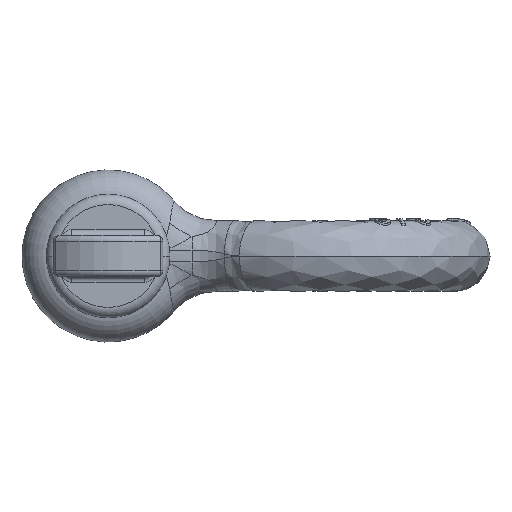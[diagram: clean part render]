
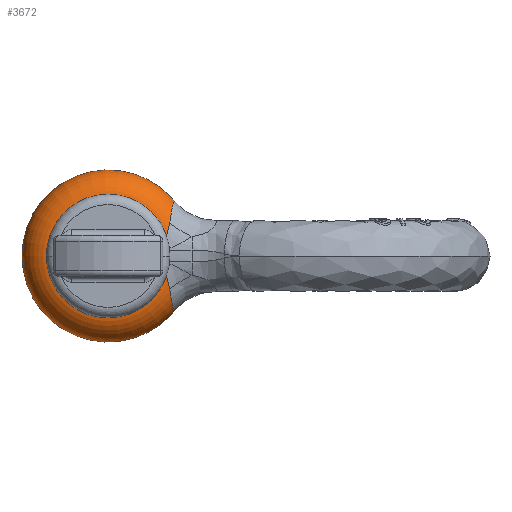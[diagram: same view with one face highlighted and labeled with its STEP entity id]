
A CAD part, left-side view. The second image highlights one B-rep face of the part: STEP entity #3672.
In plain terms, the highlighted toroidal (fillet/blend) face has major radius 7.42 mm and minor radius 4.264 mm.
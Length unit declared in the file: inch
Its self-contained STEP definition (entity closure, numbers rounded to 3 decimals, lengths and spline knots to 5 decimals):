
#397=CARTESIAN_POINT('',(-0.64704,-0.32901,
0.176));
#398=CARTESIAN_POINT('',(-0.64474,-0.33042,
0.18221));
#399=CARTESIAN_POINT('',(-0.63973,-0.33238,
0.19569));
#400=CARTESIAN_POINT('',(-0.62948,-0.33524,
0.21771));
#401=CARTESIAN_POINT('',(-0.61416,-0.33901,
0.24118));
#402=CARTESIAN_POINT('',(-0.59587,-0.34309,
0.26026));
#403=CARTESIAN_POINT('',(-0.57573,-0.34701,
0.27472));
#404=CARTESIAN_POINT('',(-0.55365,-0.35057,
0.28502));
#405=CARTESIAN_POINT('',(-0.5298,-0.35352,0.29113));
#406=CARTESIAN_POINT('',(-0.50448,-0.35547,
0.2929));
#407=CARTESIAN_POINT('',(-0.47859,-0.35607,
0.29013));
#408=CARTESIAN_POINT('',(-0.45306,-0.3552,
0.2828));
#409=CARTESIAN_POINT('',(-0.42831,-0.35279,
0.27078));
#410=CARTESIAN_POINT('',(-0.4051,-0.34879,
0.25409));
#411=CARTESIAN_POINT('',(-0.38402,-0.34319,
0.23263));
#412=CARTESIAN_POINT('',(-0.36603,-0.3363,
0.20642));
#413=CARTESIAN_POINT('',(-0.35686,-0.33142,
0.1865));
#414=CARTESIAN_POINT('',(-0.35296,-0.32901,
0.176));
#435=CARTESIAN_POINT('',(-0.66662,-0.30277,
0.07773));
#436=CARTESIAN_POINT('',(-0.6664,-0.30387,
0.08061));
#437=CARTESIAN_POINT('',(-0.66591,-0.30595,
0.08643));
#438=CARTESIAN_POINT('',(-0.66503,-0.3087,
0.09531));
#439=CARTESIAN_POINT('',(-0.66398,-0.31124,
0.10423));
#440=CARTESIAN_POINT('',(-0.66275,-0.31362,
0.11313));
#441=CARTESIAN_POINT('',(-0.66133,-0.31595,
0.12197));
#442=CARTESIAN_POINT('',(-0.65963,-0.31828,
0.13107));
#443=CARTESIAN_POINT('',(-0.65756,-0.32069,
0.14072));
#444=CARTESIAN_POINT('',(-0.65496,-0.32324,
0.15123));
#445=CARTESIAN_POINT('',(-0.65164,-0.32596,
0.16283));
#446=CARTESIAN_POINT('',(-0.64872,-0.32796,
0.17148));
#447=CARTESIAN_POINT('',(-0.64704,-0.32901,
0.176));
#466=CARTESIAN_POINT('',(-0.35296,-0.32901,
0.176));
#467=CARTESIAN_POINT('',(-0.34824,-0.32607,
0.16333));
#468=CARTESIAN_POINT('',(-0.34143,-0.32038,
0.13881));
#469=CARTESIAN_POINT('',(-0.33589,-0.31182,
0.10599));
#470=CARTESIAN_POINT('',(-0.33405,-0.30617,
0.08657));
#471=CARTESIAN_POINT('',(-0.33338,-0.30276,
0.07771));
#473=CARTESIAN_POINT('',(-0.33338,0.,0.));
#474=DIRECTION('',(1.,0.,0.));
#475=DIRECTION('',(0.,-0.969,-0.249));
#476=AXIS2_PLACEMENT_3D('',#473,#474,#475);
#478=CARTESIAN_POINT('',(-0.33338,0.,0.));
#479=DIRECTION('',(-1.,0.,0.));
#480=DIRECTION('',(0.,-0.969,0.249));
#481=AXIS2_PLACEMENT_3D('',#478,#479,#480);
#492=CARTESIAN_POINT('',(-0.66662,0.,0.));
#493=DIRECTION('',(-1.,0.,0.));
#494=DIRECTION('',(0.,-0.969,0.249));
#495=AXIS2_PLACEMENT_3D('',#492,#493,#494);
#514=CARTESIAN_POINT('',(-0.66662,0.,0.));
#515=DIRECTION('',(1.,0.,0.));
#516=DIRECTION('',(0.,-0.969,-0.249));
#517=AXIS2_PLACEMENT_3D('',#514,#515,#516);
#687=CARTESIAN_POINT('',(-0.35296,-0.32901,
-0.176));
#688=CARTESIAN_POINT('',(-0.35686,-0.33142,
-0.1865));
#689=CARTESIAN_POINT('',(-0.36603,-0.3363,
-0.20642));
#690=CARTESIAN_POINT('',(-0.38401,-0.34319,
-0.23263));
#691=CARTESIAN_POINT('',(-0.4051,-0.34879,
-0.25409));
#692=CARTESIAN_POINT('',(-0.42831,-0.35279,
-0.27078));
#693=CARTESIAN_POINT('',(-0.45306,-0.3552,
-0.2828));
#694=CARTESIAN_POINT('',(-0.47859,-0.35607,
-0.29013));
#695=CARTESIAN_POINT('',(-0.50448,-0.35547,
-0.2929));
#696=CARTESIAN_POINT('',(-0.52981,-0.35352,
-0.29113));
#697=CARTESIAN_POINT('',(-0.55365,-0.35057,
-0.28502));
#698=CARTESIAN_POINT('',(-0.57573,-0.347,
-0.27472));
#699=CARTESIAN_POINT('',(-0.59588,-0.34309,
-0.26025));
#700=CARTESIAN_POINT('',(-0.61416,-0.33901,
-0.24117));
#701=CARTESIAN_POINT('',(-0.62948,-0.33524,
-0.21771));
#702=CARTESIAN_POINT('',(-0.63973,-0.33238,
-0.19569));
#703=CARTESIAN_POINT('',(-0.64474,-0.33042,
-0.18221));
#704=CARTESIAN_POINT('',(-0.64704,-0.32901,
-0.176));
#721=CARTESIAN_POINT('',(-0.33338,-0.30277,
-0.07773));
#722=CARTESIAN_POINT('',(-0.3336,-0.30387,
-0.08059));
#723=CARTESIAN_POINT('',(-0.3341,-0.30606,
-0.08635));
#724=CARTESIAN_POINT('',(-0.33497,-0.30871,
-0.09524));
#725=CARTESIAN_POINT('',(-0.33601,-0.31119,
-0.10416));
#726=CARTESIAN_POINT('',(-0.33722,-0.31356,
-0.11301));
#727=CARTESIAN_POINT('',(-0.33864,-0.31589,
-0.12182));
#728=CARTESIAN_POINT('',(-0.34033,-0.31824,
-0.13091));
#729=CARTESIAN_POINT('',(-0.34241,-0.32067,
-0.14058));
#730=CARTESIAN_POINT('',(-0.34501,-0.32322,
-0.15113));
#731=CARTESIAN_POINT('',(-0.34835,-0.32595,
-0.16279));
#732=CARTESIAN_POINT('',(-0.35128,-0.32796,
-0.17147));
#733=CARTESIAN_POINT('',(-0.35296,-0.32901,
-0.176));
#752=CARTESIAN_POINT('',(-0.66662,-0.30277,
-0.07773));
#778=CARTESIAN_POINT('',(-0.64704,-0.32901,
-0.176));
#779=CARTESIAN_POINT('',(-0.64872,-0.32796,
-0.17148));
#780=CARTESIAN_POINT('',(-0.65164,-0.32596,
-0.16281));
#781=CARTESIAN_POINT('',(-0.65497,-0.32323,
-0.1512));
#782=CARTESIAN_POINT('',(-0.65757,-0.32069,
-0.14069));
#783=CARTESIAN_POINT('',(-0.65964,-0.31827,
-0.13104));
#784=CARTESIAN_POINT('',(-0.66133,-0.31594,
-0.12195));
#785=CARTESIAN_POINT('',(-0.66276,-0.31362,
-0.11311));
#786=CARTESIAN_POINT('',(-0.66398,-0.31124,
-0.10422));
#787=CARTESIAN_POINT('',(-0.66503,-0.3087,
-0.0953));
#788=CARTESIAN_POINT('',(-0.66591,-0.30595,
-0.08642));
#789=CARTESIAN_POINT('',(-0.6664,-0.30386,
-0.08061));
#790=CARTESIAN_POINT('',(-0.66662,-0.30277,
-0.07773));
#2318=CARTESIAN_POINT('',(-0.66662,0.31259,0.));
#2319=VERTEX_POINT('',#2318);
#2320=CARTESIAN_POINT('',(-0.33338,0.31259,0.));
#2321=VERTEX_POINT('',#2320);
#2344=VERTEX_POINT('',#466);
#2345=VERTEX_POINT('',#471);
#2347=VERTEX_POINT('',#397);
#2349=VERTEX_POINT('',#435);
#2357=VERTEX_POINT('',#752);
#2359=VERTEX_POINT('',#778);
#2361=VERTEX_POINT('',#687);
#2363=VERTEX_POINT('',#721);
#3648=CARTESIAN_POINT('',(-0.5,0.,0.));
#3649=DIRECTION('',(1.,0.,0.));
#3650=DIRECTION('',(0.,1.,0.));
#3651=AXIS2_PLACEMENT_3D('',#3648,#3649,#3650);
#3652=TOROIDAL_SURFACE('',#3651,0.29213,0.16787);
#3653=ORIENTED_EDGE('',*,*,#3641,.F.);
#3654=ORIENTED_EDGE('',*,*,#3487,.F.);
#3655=ORIENTED_EDGE('',*,*,#3523,.F.);
#3657=ORIENTED_EDGE('',*,*,#3656,.T.);
#3659=ORIENTED_EDGE('',*,*,#3658,.F.);
#3661=ORIENTED_EDGE('',*,*,#3660,.F.);
#3663=ORIENTED_EDGE('',*,*,#3662,.F.);
#3665=ORIENTED_EDGE('',*,*,#3664,.F.);
#3667=ORIENTED_EDGE('',*,*,#3666,.T.);
#3669=ORIENTED_EDGE('',*,*,#3668,.F.);
#3670=EDGE_LOOP('',(#3653,#3654,#3655,#3657,#3659,#3661,#3663,#3665,#3667,
#3669));
#3671=FACE_OUTER_BOUND('',#3670,.F.);
#3672=ADVANCED_FACE('',(#3671),#3652,.T.);
#415=B_SPLINE_CURVE_WITH_KNOTS('',3,(#397,#398,#399,#400,#401,#402,#403,#404,
#405,#406,#407,#408,#409,#410,#411,#412,#413,#414),.UNSPECIFIED.,.F.,.F.,(4,1,1,
1,1,1,1,1,1,1,1,1,1,1,1,4),(0.,0.06667,0.13333,0.2,
0.26667,0.33333,0.4,0.46667,0.53333,
0.6,0.66667,0.73333,0.8,0.86667,
0.93333,1.),.UNSPECIFIED.);
#448=B_SPLINE_CURVE_WITH_KNOTS('',3,(#435,#436,#437,#438,#439,#440,#441,#442,
#443,#444,#445,#446,#447),.UNSPECIFIED.,.F.,.F.,(4,1,1,1,1,1,1,1,1,1,4),(0.,
0.1,0.2,0.3,0.4,0.5,0.6,0.7,0.8,0.9,1.),.UNSPECIFIED.);
#472=B_SPLINE_CURVE_WITH_KNOTS('',3,(#466,#467,#468,#469,#470,#471),
.UNSPECIFIED.,.F.,.F.,(4,1,1,4),(0.,0.33333,0.66667,1.),
.UNSPECIFIED.);
#477=CIRCLE('',#476,0.31259);
#482=CIRCLE('',#481,0.31259);
#496=CIRCLE('',#495,0.31259);
#518=CIRCLE('',#517,0.31259);
#705=B_SPLINE_CURVE_WITH_KNOTS('',3,(#687,#688,#689,#690,#691,#692,#693,#694,
#695,#696,#697,#698,#699,#700,#701,#702,#703,#704),.UNSPECIFIED.,.F.,.F.,(4,1,1,
1,1,1,1,1,1,1,1,1,1,1,1,4),(0.,0.06667,0.13333,0.2,
0.26667,0.33333,0.4,0.46667,0.53333,
0.6,0.66667,0.73333,0.8,0.86667,
0.93333,1.),.UNSPECIFIED.);
#734=B_SPLINE_CURVE_WITH_KNOTS('',3,(#721,#722,#723,#724,#725,#726,#727,#728,
#729,#730,#731,#732,#733),.UNSPECIFIED.,.F.,.F.,(4,1,1,1,1,1,1,1,1,1,4),(0.,
0.1,0.2,0.3,0.4,0.5,0.6,0.7,0.8,0.9,1.),.UNSPECIFIED.);
#791=B_SPLINE_CURVE_WITH_KNOTS('',3,(#778,#779,#780,#781,#782,#783,#784,#785,
#786,#787,#788,#789,#790),.UNSPECIFIED.,.F.,.F.,(4,1,1,1,1,1,1,1,1,1,4),(0.,
0.1,0.2,0.3,0.4,0.5,0.6,0.7,0.8,0.9,1.),.UNSPECIFIED.);
#3487=EDGE_CURVE('',#2347,#2344,#415,.T.);
#3523=EDGE_CURVE('',#2349,#2347,#448,.T.);
#3641=EDGE_CURVE('',#2344,#2345,#472,.T.);
#3656=EDGE_CURVE('',#2349,#2319,#496,.T.);
#3658=EDGE_CURVE('',#2357,#2319,#518,.T.);
#3660=EDGE_CURVE('',#2359,#2357,#791,.T.);
#3662=EDGE_CURVE('',#2361,#2359,#705,.T.);
#3664=EDGE_CURVE('',#2363,#2361,#734,.T.);
#3666=EDGE_CURVE('',#2363,#2321,#477,.T.);
#3668=EDGE_CURVE('',#2345,#2321,#482,.T.);
